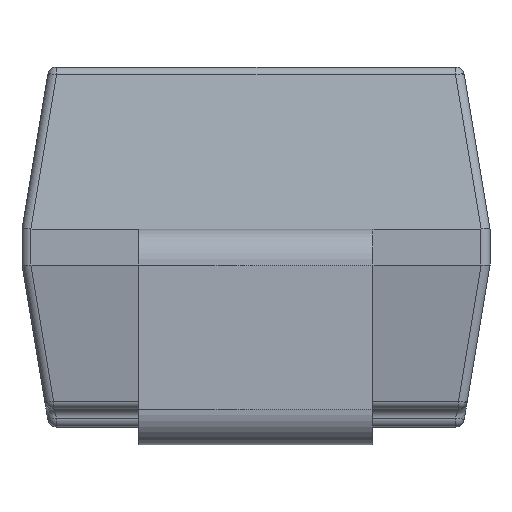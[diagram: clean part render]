
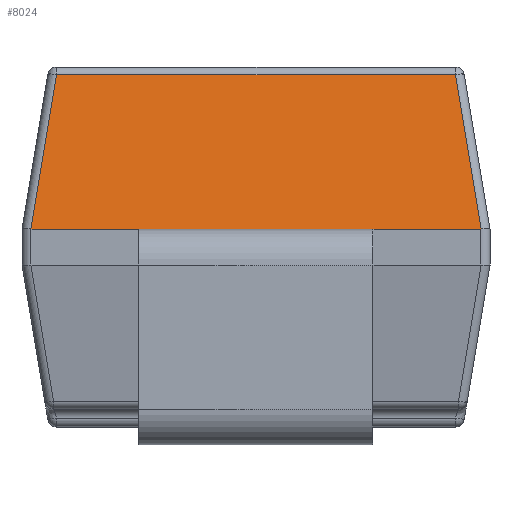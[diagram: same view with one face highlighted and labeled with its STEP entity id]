
A CAD part, left-side view. The second image highlights one B-rep face of the part: STEP entity #8024.
In plain terms, the highlighted planar face has unit normal (-0.986, 0, 0.164).
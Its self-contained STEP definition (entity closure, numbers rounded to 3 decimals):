
#580=FACE_OUTER_BOUND('',#1050,.T.);
#1050=EDGE_LOOP('',(#5325,#5326,#5327,#5328,#5329,#5330,#5331,#5332));
#1591=LINE('',#11401,#2448);
#1624=LINE('',#11491,#2481);
#1633=LINE('',#11511,#2490);
#1634=LINE('',#11512,#2491);
#1635=LINE('',#11513,#2492);
#1636=LINE('',#11515,#2493);
#1637=LINE('',#11517,#2494);
#1638=LINE('',#11518,#2495);
#2448=VECTOR('',#9075,1.);
#2481=VECTOR('',#9120,1.);
#2490=VECTOR('',#9135,1.);
#2491=VECTOR('',#9136,10.);
#2492=VECTOR('',#9137,1.);
#2493=VECTOR('',#9138,10.);
#2494=VECTOR('',#9139,1.);
#2495=VECTOR('',#9140,1.);
#3332=VERTEX_POINT('',#11397);
#3334=VERTEX_POINT('',#11400);
#3367=VERTEX_POINT('',#11485);
#3369=VERTEX_POINT('',#11489);
#3376=VERTEX_POINT('',#11509);
#3377=VERTEX_POINT('',#11510);
#3378=VERTEX_POINT('',#11514);
#3379=VERTEX_POINT('',#11516);
#4091=EDGE_CURVE('',#3332,#3334,#1591,.T.);
#4128=EDGE_CURVE('',#3369,#3367,#1624,.T.);
#4137=EDGE_CURVE('',#3376,#3377,#1633,.T.);
#4138=EDGE_CURVE('',#3377,#3334,#1634,.T.);
#4139=EDGE_CURVE('',#3367,#3332,#1635,.T.);
#4140=EDGE_CURVE('',#3369,#3378,#1636,.T.);
#4141=EDGE_CURVE('',#3378,#3379,#1637,.T.);
#4142=EDGE_CURVE('',#3379,#3376,#1638,.T.);
#5325=ORIENTED_EDGE('',*,*,#4137,.T.);
#5326=ORIENTED_EDGE('',*,*,#4138,.T.);
#5327=ORIENTED_EDGE('',*,*,#4091,.F.);
#5328=ORIENTED_EDGE('',*,*,#4139,.F.);
#5329=ORIENTED_EDGE('',*,*,#4128,.F.);
#5330=ORIENTED_EDGE('',*,*,#4140,.T.);
#5331=ORIENTED_EDGE('',*,*,#4141,.T.);
#5332=ORIENTED_EDGE('',*,*,#4142,.T.);
#7554=PLANE('',#8515);
#8024=ADVANCED_FACE('',(#580),#7554,.T.);
#8515=AXIS2_PLACEMENT_3D('',#11508,#9133,#9134);
#9075=DIRECTION('',(0.,1.,0.));
#9120=DIRECTION('',(0.,1.,0.));
#9133=DIRECTION('center_axis',(-0.986,0.,0.164));
#9134=DIRECTION('ref_axis',(0.,1.,0.));
#9135=DIRECTION('',(-0.162,0.162,-0.973));
#9136=DIRECTION('',(-0.007,-0.999,-0.041));
#9137=DIRECTION('',(0.,1.,0.));
#9138=DIRECTION('',(0.007,-0.999,0.041));
#9139=DIRECTION('',(0.162,0.162,0.973));
#9140=DIRECTION('',(0.,1.,0.));
#11397=CARTESIAN_POINT('',(-2.25,0.65,1.2));
#11400=CARTESIAN_POINT('',(-2.25,1.25,1.2));
#11401=CARTESIAN_POINT('',(-2.25,1.3,1.2));
#11485=CARTESIAN_POINT('',(-2.25,-0.65,1.2));
#11489=CARTESIAN_POINT('',(-2.25,-1.25,1.2));
#11491=CARTESIAN_POINT('',(-2.25,1.3,1.2));
#11508=CARTESIAN_POINT('Origin',(-2.1,0.,2.1));
#11509=CARTESIAN_POINT('',(-2.107,1.108,2.058));
#11510=CARTESIAN_POINT('',(-2.25,1.251,1.2));
#11511=CARTESIAN_POINT('',(-2.071,1.072,2.274));
#11512=CARTESIAN_POINT('',(-2.25,1.251,1.2));
#11513=CARTESIAN_POINT('',(-2.25,-0.65,1.2));
#11514=CARTESIAN_POINT('',(-2.25,-1.251,1.2));
#11515=CARTESIAN_POINT('',(-2.25,-1.25,1.2));
#11516=CARTESIAN_POINT('',(-2.107,-1.108,2.058));
#11517=CARTESIAN_POINT('',(-2.071,-1.072,2.274));
#11518=CARTESIAN_POINT('',(-2.107,1.15,2.058));
